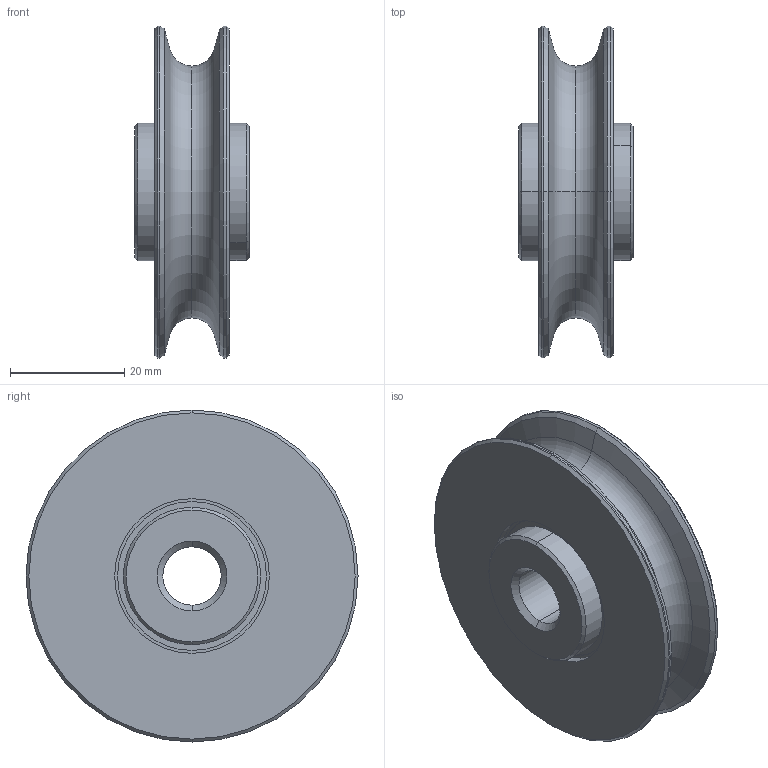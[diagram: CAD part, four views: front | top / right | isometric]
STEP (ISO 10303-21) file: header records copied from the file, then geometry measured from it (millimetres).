
FILE_DESCRIPTION (( 'STEP AP214' ), '1' );
FILE_NAME ('0010009_055-060_(A-02).step', '2019-05-07T07:37:40', ( '' ), ( '' ), 'SwSTEP 2.0', 'SolidWorks 2018', '' );
FILE_SCHEMA (( 'AUTOMOTIVE_DESIGN' ));
Length unit declared in the file: millimetre
Products named in the file (1): 0010009_055-060_(A-02)
Bounding box: 20 x 58 x 58 mm (x, y, z)
Surface area: 12221.3 mm2 (no closed solid volume)
Topology: 0 solids, 7 shells, 67 faces, 148 edges, 90 vertices
Faces by surface type: cone 28, cylinder 22, plane 9, torus 8
Entity records: 2614 total; most frequent: DIRECTION 382, CARTESIAN_POINT 306, ORIENTED_EDGE 268, AXIS2_PLACEMENT_3D 166, EDGE_CURVE 148, CIRCLE 98, VERTEX_POINT 90, EDGE_LOOP 76
